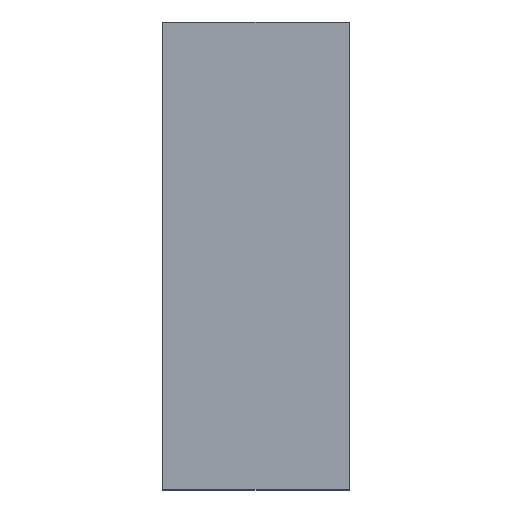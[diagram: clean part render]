
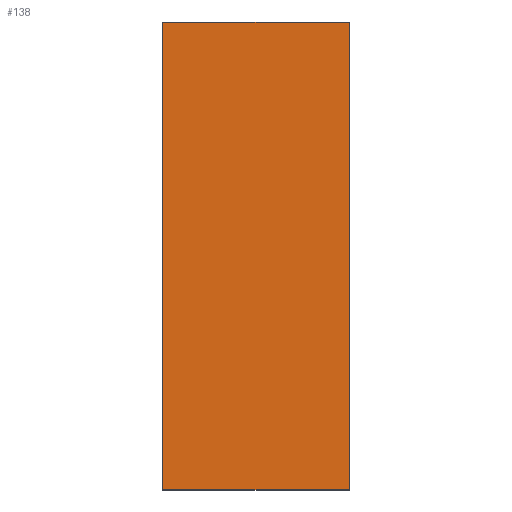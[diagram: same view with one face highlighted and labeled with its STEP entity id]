
A CAD part, top view. The second image highlights one B-rep face of the part: STEP entity #138.
In plain terms, the highlighted planar face has unit normal (0, 0, 1).
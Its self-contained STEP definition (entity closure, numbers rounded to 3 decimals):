
#9 = ORIENTED_EDGE ( 'NONE', *, *, #160, .F. ) ;
#10 = VERTEX_POINT ( 'NONE', #158 ) ;
#19 = EDGE_CURVE ( 'NONE', #176, #10, #69, .T. ) ;
#23 = CARTESIAN_POINT ( 'NONE',  ( 249.5, 625., 4. ) ) ;
#25 = EDGE_CURVE ( 'NONE', #47, #117, #124, .T. ) ;
#47 = VERTEX_POINT ( 'NONE', #58 ) ;
#52 = DIRECTION ( 'NONE',  ( 1., 0., 0. ) ) ;
#58 = CARTESIAN_POINT ( 'NONE',  ( -249.5, -625., 4. ) ) ;
#69 = LINE ( 'NONE', #200, #81 ) ;
#70 = CARTESIAN_POINT ( 'NONE',  ( 0., 0., 4. ) ) ;
#79 = ORIENTED_EDGE ( 'NONE', *, *, #212, .T. ) ;
#81 = VECTOR ( 'NONE', #237, 1000. ) ;
#85 = CARTESIAN_POINT ( 'NONE',  ( 249.5, -625., 4. ) ) ;
#95 = LINE ( 'NONE', #23, #184 ) ;
#113 = CARTESIAN_POINT ( 'NONE',  ( 249.5, -625., 4. ) ) ;
#117 = VERTEX_POINT ( 'NONE', #164 ) ;
#123 = ORIENTED_EDGE ( 'NONE', *, *, #19, .T. ) ;
#124 = LINE ( 'NONE', #218, #222 ) ;
#125 = PLANE ( 'NONE',  #163 ) ;
#138 = ADVANCED_FACE ( 'NONE', ( #236 ), #125, .T. ) ;
#139 = ORIENTED_EDGE ( 'NONE', *, *, #25, .F. ) ;
#148 = DIRECTION ( 'NONE',  ( 0., 1., 0. ) ) ;
#158 = CARTESIAN_POINT ( 'NONE',  ( 249.5, 625., 4. ) ) ;
#159 = DIRECTION ( 'NONE',  ( -1., 0., 0. ) ) ;
#160 = EDGE_CURVE ( 'NONE', #176, #47, #183, .T. ) ;
#163 = AXIS2_PLACEMENT_3D ( 'NONE', #70, #202, #52 ) ;
#164 = CARTESIAN_POINT ( 'NONE',  ( -249.5, 625., 4. ) ) ;
#168 = DIRECTION ( 'NONE',  ( -1., 0., 0. ) ) ;
#172 = VECTOR ( 'NONE', #159, 1000. ) ;
#176 = VERTEX_POINT ( 'NONE', #113 ) ;
#183 = LINE ( 'NONE', #85, #172 ) ;
#184 = VECTOR ( 'NONE', #168, 1000. ) ;
#194 = EDGE_LOOP ( 'NONE', ( #123, #79, #139, #9 ) ) ;
#200 = CARTESIAN_POINT ( 'NONE',  ( 249.5, -625., 4. ) ) ;
#202 = DIRECTION ( 'NONE',  ( 0., 0., 1. ) ) ;
#212 = EDGE_CURVE ( 'NONE', #10, #117, #95, .T. ) ;
#218 = CARTESIAN_POINT ( 'NONE',  ( -249.5, -625., 4. ) ) ;
#222 = VECTOR ( 'NONE', #148, 1000. ) ;
#236 = FACE_OUTER_BOUND ( 'NONE', #194, .T. ) ;
#237 = DIRECTION ( 'NONE',  ( 0., 1., 0. ) ) ;
